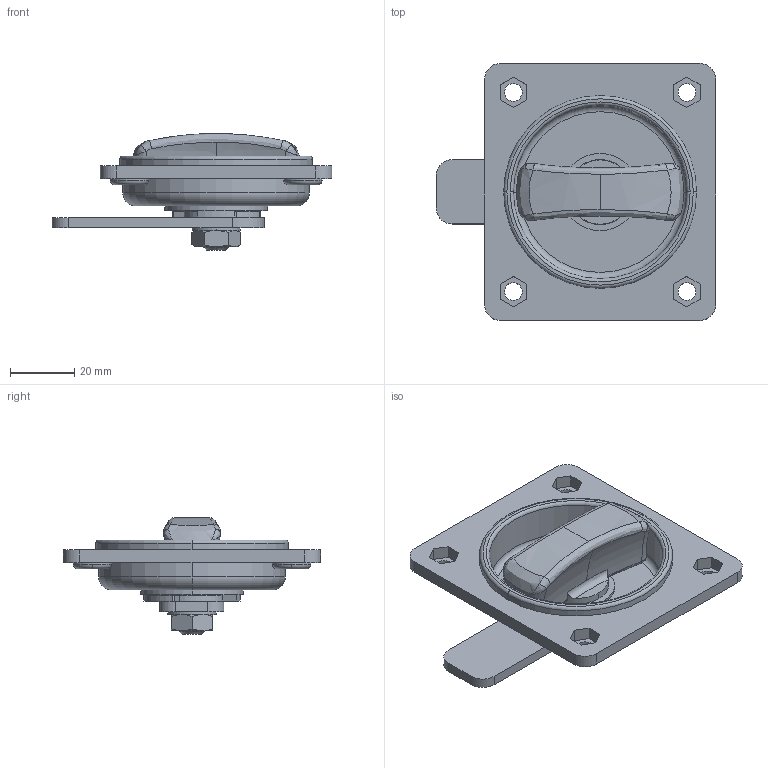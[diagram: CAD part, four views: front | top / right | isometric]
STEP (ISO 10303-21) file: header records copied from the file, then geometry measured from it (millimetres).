
FILE_DESCRIPTION (( 'STEP AP203' ), '1' );
FILE_NAME ('A-355.STEP', '2017-03-13T08:03:30', ( '' ), ( '' ), 'SwSTEP 2.0', 'SolidWorks 2014', '' );
FILE_SCHEMA (( 'CONFIG_CONTROL_DESIGN' ));
Length unit declared in the file: millimetre
Products named in the file (7): A-355; A-355_ツマミ; 六角ナットM8（3種）_JIS B 1181 Hexagon nut - Class 3 Finished M8x1.0 --N; A-355_回転ストッパー; 歯付座金M8内歯形_JIS B 1255 A 8; A-355_本体; A-355_止め金
Assembly tree (6 placements, depth 2):
  A-355
    A-355_本体
    A-355_ツマミ
    A-355_回転ストッパー
    A-355_止め金
    六角ナットM8（3種）_JIS B 1181 Hexagon nut - Class 3 Finished M8x1.0 --N
    歯付座金M8内歯形_JIS B 1255 A 8
Bounding box: 87 x 80 x 36.4 mm (x, y, z)
Volume: 41997 mm3; surface area: 26480.9 mm2
Topology: 6 solids, 6 shells, 232 faces, 552 edges, 347 vertices
Faces by surface type: plane 95, cylinder 74, torus 29, bspline 20, cone 14
Entity records: 8533 total; most frequent: CARTESIAN_POINT 2448, DIRECTION 1142, ORIENTED_EDGE 1096, EDGE_CURVE 548, AXIS2_PLACEMENT_3D 453, VERTEX_POINT 347, EDGE_LOOP 269, LINE 236
